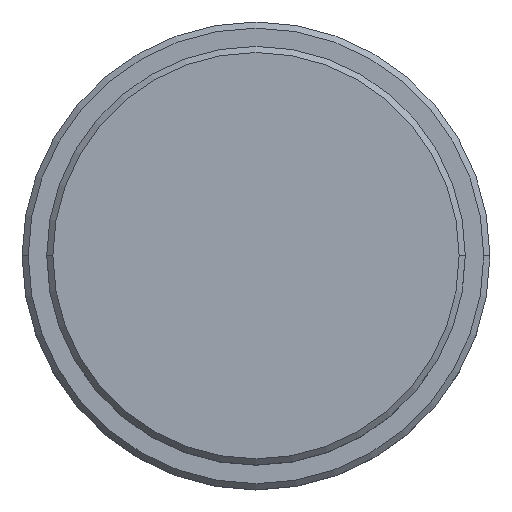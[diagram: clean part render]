
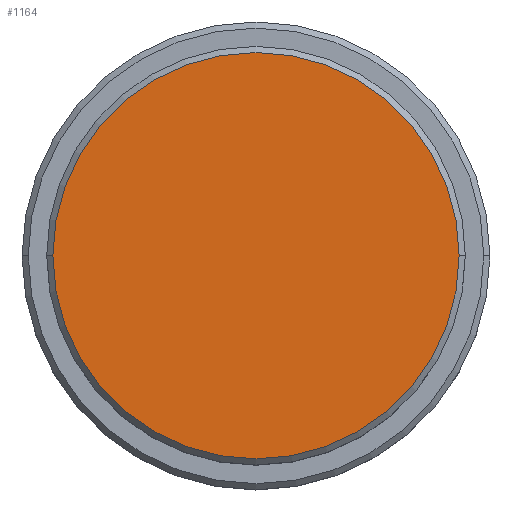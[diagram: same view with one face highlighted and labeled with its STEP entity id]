
A CAD part, top view. The second image highlights one B-rep face of the part: STEP entity #1164.
In plain terms, the highlighted planar face has unit normal (0, 0, 1).
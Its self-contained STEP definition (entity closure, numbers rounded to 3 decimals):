
#10 = CARTESIAN_POINT ( 'NONE',  ( 0., 0., 0. ) ) ;
#86 = DIRECTION ( 'NONE',  ( 1., 0., 0. ) ) ;
#96 = EDGE_LOOP ( 'NONE', ( #819, #331 ) ) ;
#105 = FACE_OUTER_BOUND ( 'NONE', #96, .T. ) ;
#134 = AXIS2_PLACEMENT_3D ( 'NONE', #10, #846, #1298 ) ;
#300 = CARTESIAN_POINT ( 'NONE',  ( 0., 0., 0. ) ) ;
#330 = PLANE ( 'NONE',  #878 ) ;
#331 = ORIENTED_EDGE ( 'NONE', *, *, #787, .T. ) ;
#352 = VERTEX_POINT ( 'NONE', #667 ) ;
#611 = DIRECTION ( 'NONE',  ( 0., 0., 1. ) ) ;
#667 = CARTESIAN_POINT ( 'NONE',  ( 16.5, 0., 0. ) ) ;
#787 = EDGE_CURVE ( 'NONE', #352, #825, #1201, .T. ) ;
#819 = ORIENTED_EDGE ( 'NONE', *, *, #949, .T. ) ;
#825 = VERTEX_POINT ( 'NONE', #1246 ) ;
#846 = DIRECTION ( 'NONE',  ( 0., 0., 1. ) ) ;
#878 = AXIS2_PLACEMENT_3D ( 'NONE', #953, #1041, #1414 ) ;
#949 = EDGE_CURVE ( 'NONE', #825, #352, #1346, .T. ) ;
#953 = CARTESIAN_POINT ( 'NONE',  ( 0., 0., 0. ) ) ;
#1041 = DIRECTION ( 'NONE',  ( 0., 0., 1. ) ) ;
#1164 = ADVANCED_FACE ( 'NONE', ( #105 ), #330, .T. ) ;
#1201 = CIRCLE ( 'NONE', #134, 16.5 ) ;
#1203 = AXIS2_PLACEMENT_3D ( 'NONE', #300, #611, #86 ) ;
#1246 = CARTESIAN_POINT ( 'NONE',  ( -16.5, 0., 0. ) ) ;
#1298 = DIRECTION ( 'NONE',  ( 1., 0., 0. ) ) ;
#1346 = CIRCLE ( 'NONE', #1203, 16.5 ) ;
#1414 = DIRECTION ( 'NONE',  ( 1., 0., 0. ) ) ;
